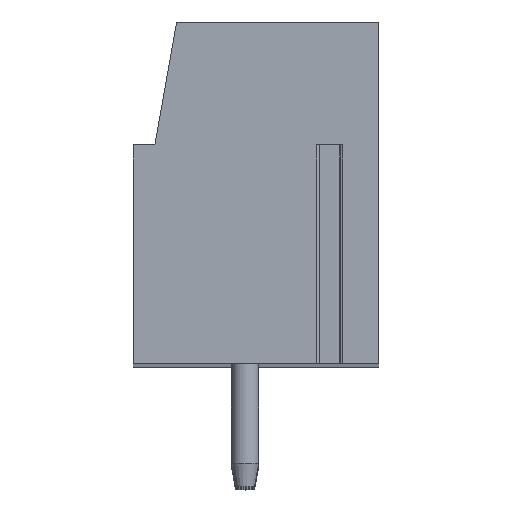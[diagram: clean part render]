
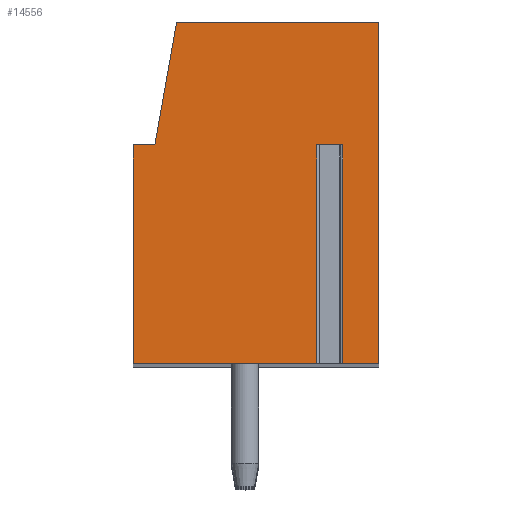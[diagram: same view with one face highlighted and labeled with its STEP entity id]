
A CAD part, top view. The second image highlights one B-rep face of the part: STEP entity #14556.
In plain terms, the highlighted planar face has unit normal (0, 0, 1).
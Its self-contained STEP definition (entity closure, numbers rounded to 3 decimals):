
#20=DIRECTION('',(-1.,0.,0.));
#21=VECTOR('',#20,0.958);
#22=CARTESIAN_POINT('',(3.179,1.75,72.5));
#23=LINE('',#22,#21);
#24=DIRECTION('',(0.,-1.,0.));
#25=VECTOR('',#24,8.);
#26=CARTESIAN_POINT('',(2.221,1.75,72.5));
#27=LINE('',#26,#25);
#28=DIRECTION('',(1.,0.,0.));
#29=VECTOR('',#28,6.721);
#30=CARTESIAN_POINT('',(-4.5,-6.25,72.5));
#31=LINE('',#30,#29);
#32=DIRECTION('',(0.,-1.,0.));
#33=VECTOR('',#32,8.);
#34=CARTESIAN_POINT('',(-4.5,1.75,72.5));
#35=LINE('',#34,#33);
#36=DIRECTION('',(-1.,0.,0.));
#37=VECTOR('',#36,0.8);
#38=CARTESIAN_POINT('',(-3.7,1.75,72.5));
#39=LINE('',#38,#37);
#40=DIRECTION('',(-0.174,-0.985,0.));
#41=VECTOR('',#40,4.569);
#42=CARTESIAN_POINT('',(-2.907,6.25,72.5));
#43=LINE('',#42,#41);
#44=DIRECTION('',(-1.,0.,0.));
#45=VECTOR('',#44,7.407);
#46=CARTESIAN_POINT('',(4.5,6.25,72.5));
#47=LINE('',#46,#45);
#48=DIRECTION('',(0.,1.,0.));
#49=VECTOR('',#48,12.5);
#50=CARTESIAN_POINT('',(4.5,-6.25,72.5));
#51=LINE('',#50,#49);
#52=DIRECTION('',(1.,0.,0.));
#53=VECTOR('',#52,1.321);
#54=CARTESIAN_POINT('',(3.179,-6.25,72.5));
#55=LINE('',#54,#53);
#56=DIRECTION('',(0.,-1.,0.));
#57=VECTOR('',#56,8.);
#58=CARTESIAN_POINT('',(3.179,1.75,72.5));
#59=LINE('',#58,#57);
#11520=CARTESIAN_POINT('',(-2.907,6.25,72.5));
#11521=CARTESIAN_POINT('',(-3.7,1.75,72.5));
#11522=VERTEX_POINT('',#11520);
#11523=VERTEX_POINT('',#11521);
#11524=CARTESIAN_POINT('',(-4.5,1.75,72.5));
#11525=VERTEX_POINT('',#11524);
#11526=CARTESIAN_POINT('',(-4.5,-6.25,72.5));
#11527=VERTEX_POINT('',#11526);
#11528=CARTESIAN_POINT('',(4.5,-6.25,72.5));
#11529=CARTESIAN_POINT('',(4.5,6.25,72.5));
#11530=VERTEX_POINT('',#11528);
#11531=VERTEX_POINT('',#11529);
#11588=CARTESIAN_POINT('',(3.179,1.75,72.5));
#11589=CARTESIAN_POINT('',(2.221,1.75,72.5));
#11590=VERTEX_POINT('',#11588);
#11591=VERTEX_POINT('',#11589);
#11592=CARTESIAN_POINT('',(3.179,-6.25,72.5));
#11593=VERTEX_POINT('',#11592);
#11594=CARTESIAN_POINT('',(2.221,-6.25,72.5));
#11595=VERTEX_POINT('',#11594);
#14529=CARTESIAN_POINT('',(0.,0.,72.5));
#14530=DIRECTION('',(0.,0.,1.));
#14531=DIRECTION('',(1.,0.,0.));
#14532=AXIS2_PLACEMENT_3D('',#14529,#14530,#14531);
#14533=PLANE('',#14532);
#14535=ORIENTED_EDGE('',*,*,#14534,.T.);
#14537=ORIENTED_EDGE('',*,*,#14536,.T.);
#14539=ORIENTED_EDGE('',*,*,#14538,.F.);
#14541=ORIENTED_EDGE('',*,*,#14540,.F.);
#14543=ORIENTED_EDGE('',*,*,#14542,.F.);
#14545=ORIENTED_EDGE('',*,*,#14544,.F.);
#14547=ORIENTED_EDGE('',*,*,#14546,.F.);
#14549=ORIENTED_EDGE('',*,*,#14548,.F.);
#14551=ORIENTED_EDGE('',*,*,#14550,.F.);
#14553=ORIENTED_EDGE('',*,*,#14552,.F.);
#14554=EDGE_LOOP('',(#14535,#14537,#14539,#14541,#14543,#14545,#14547,#14549,
#14551,#14553));
#14555=FACE_OUTER_BOUND('',#14554,.F.);
#14534=EDGE_CURVE('',#11590,#11591,#23,.T.);
#14536=EDGE_CURVE('',#11591,#11595,#27,.T.);
#14538=EDGE_CURVE('',#11527,#11595,#31,.T.);
#14540=EDGE_CURVE('',#11525,#11527,#35,.T.);
#14542=EDGE_CURVE('',#11523,#11525,#39,.T.);
#14544=EDGE_CURVE('',#11522,#11523,#43,.T.);
#14546=EDGE_CURVE('',#11531,#11522,#47,.T.);
#14548=EDGE_CURVE('',#11530,#11531,#51,.T.);
#14550=EDGE_CURVE('',#11593,#11530,#55,.T.);
#14552=EDGE_CURVE('',#11590,#11593,#59,.T.);
#14556=ADVANCED_FACE('',(#14555),#14533,.T.);
